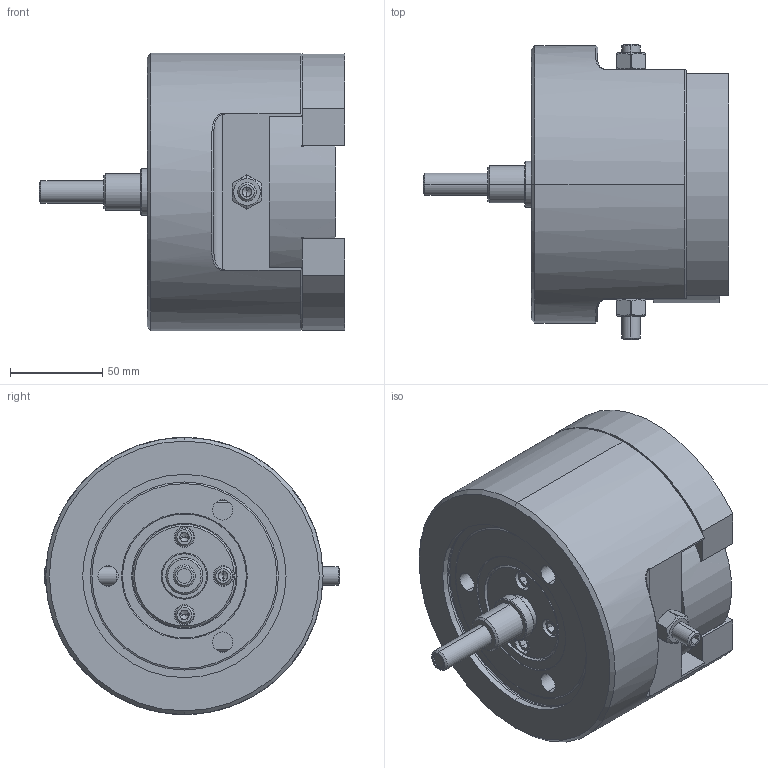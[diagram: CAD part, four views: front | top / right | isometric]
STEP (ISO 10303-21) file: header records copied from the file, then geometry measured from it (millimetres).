
FILE_DESCRIPTION (( 'STEP AP203' ), '1' );
FILE_NAME ('FA-615 外觀參考.STEP', '2017-03-17T01:28:00', ( 'temp' ), ( '' ), 'SwSTEP 2.0', 'SolidWorks 2016', '' );
FILE_SCHEMA (( 'CONFIG_CONTROL_DESIGN' ));
Length unit declared in the file: metre
Products named in the file (10): FA-615 外觀參考; FA-615齒條襯套; M6x16; FA-615齒條; FA-615刀座滑塊; M10六角螺帽; FA-615定位螺絲; FA-615壓板; M6x30; FA-615展刀頭本體
Assembly tree (25 placements, depth 2):
  FA-615 外觀參考
    FA-615展刀頭本體
    FA-615齒條襯套
    M6x16  x3
    FA-615齒條
    FA-615刀座滑塊
    M10六角螺帽  x2
    FA-615定位螺絲  x2
    FA-615壓板  x2
    M6x30  x12
Bounding box: 165.46 x 160 x 150 mm (x, y, z)
Volume: 1603347.6 mm3; surface area: 216181 mm2
Topology: 25 solids, 25 shells, 878 faces, 2026 edges, 1224 vertices
Faces by surface type: plane 380, cylinder 299, cone 189, torus 6, bspline 4
Entity records: 15336 total; most frequent: CARTESIAN_POINT 2953, DIRECTION 2458, ORIENTED_EDGE 2094, EDGE_CURVE 1047, AXIS2_PLACEMENT_3D 987, VERTEX_POINT 670, EDGE_LOOP 579, CIRCLE 493
